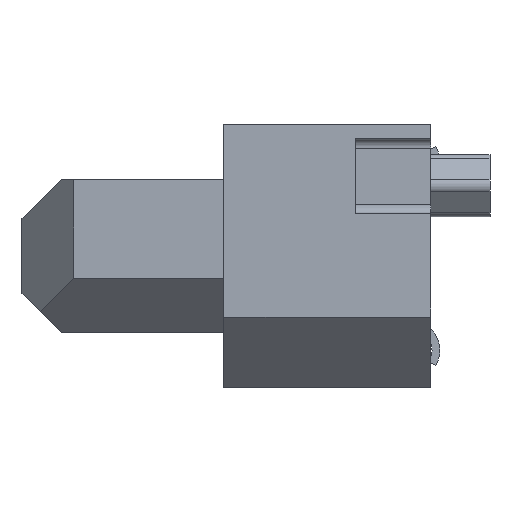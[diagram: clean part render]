
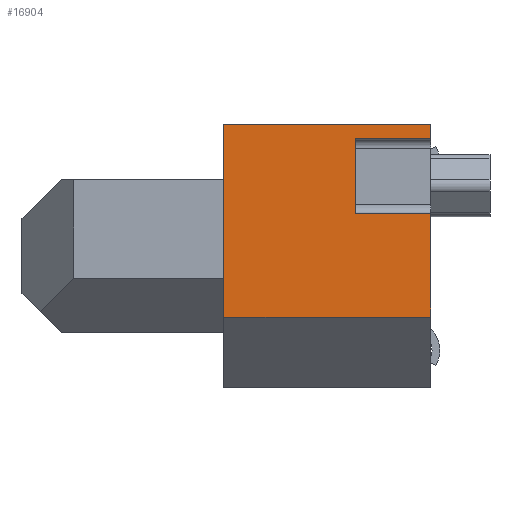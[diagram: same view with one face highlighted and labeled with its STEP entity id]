
A CAD part, left-side view. The second image highlights one B-rep face of the part: STEP entity #16904.
In plain terms, the highlighted planar face has unit normal (-1, 0, 0).
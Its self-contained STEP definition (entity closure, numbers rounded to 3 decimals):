
#1051=ORIENTED_EDGE('',*,*,#6265,.F.);
#1052=ORIENTED_EDGE('',*,*,#6213,.T.);
#1053=ORIENTED_EDGE('',*,*,#6266,.F.);
#1054=ORIENTED_EDGE('',*,*,#6267,.F.);
#1055=ORIENTED_EDGE('',*,*,#6268,.T.);
#1056=ORIENTED_EDGE('',*,*,#6219,.T.);
#1057=ORIENTED_EDGE('',*,*,#6269,.F.);
#1058=ORIENTED_EDGE('',*,*,#6270,.T.);
#6213=EDGE_CURVE('',#8821,#8820,#10534,.T.);
#6219=EDGE_CURVE('',#8827,#8826,#10538,.T.);
#6265=EDGE_CURVE('',#8821,#8871,#10564,.T.);
#6266=EDGE_CURVE('',#8872,#8820,#10565,.T.);
#6267=EDGE_CURVE('',#8873,#8872,#10566,.T.);
#6268=EDGE_CURVE('',#8873,#8827,#10567,.T.);
#6269=EDGE_CURVE('',#8874,#8826,#10568,.T.);
#6270=EDGE_CURVE('',#8874,#8871,#10569,.T.);
#8820=VERTEX_POINT('',#24119);
#8821=VERTEX_POINT('',#24121);
#8826=VERTEX_POINT('',#24131);
#8827=VERTEX_POINT('',#24133);
#8871=VERTEX_POINT('',#24224);
#8872=VERTEX_POINT('',#24226);
#8873=VERTEX_POINT('',#24228);
#8874=VERTEX_POINT('',#24231);
#10534=LINE('',#24120,#12517);
#10538=LINE('',#24132,#12521);
#10564=LINE('',#24223,#12547);
#10565=LINE('',#24225,#12548);
#10566=LINE('',#24227,#12549);
#10567=LINE('',#24229,#12550);
#10568=LINE('',#24230,#12551);
#10569=LINE('',#24232,#12552);
#12517=VECTOR('',#19289,1000.);
#12521=VECTOR('',#19297,1000.);
#12547=VECTOR('',#19365,1000.);
#12548=VECTOR('',#19366,1000.);
#12549=VECTOR('',#19367,1000.);
#12550=VECTOR('',#19368,1000.);
#12551=VECTOR('',#19369,1000.);
#12552=VECTOR('',#19370,1000.);
#14485=EDGE_LOOP('',(#1051,#1052,#1053,#1054,#1055,#1056,#1057,#1058));
#15400=FACE_BOUND('',#14485,.T.);
#16311=PLANE('',#17870);
#16904=ADVANCED_FACE('',(#15400),#16311,.F.);
#17870=AXIS2_PLACEMENT_3D('',#24222,#19363,#19364);
#19289=DIRECTION('',(0.,0.,1.));
#19297=DIRECTION('',(0.,0.,1.));
#19363=DIRECTION('',(1.,0.,0.));
#19364=DIRECTION('',(0.,0.,-1.));
#19365=DIRECTION('',(0.,1.,0.));
#19366=DIRECTION('',(0.,-1.,0.));
#19367=DIRECTION('',(0.,0.,1.));
#19368=DIRECTION('',(0.,-1.,0.));
#19369=DIRECTION('',(0.,-1.,0.));
#19370=DIRECTION('',(0.,0.,1.));
#24119=CARTESIAN_POINT('',(-7.,0.,2.8));
#24120=CARTESIAN_POINT('',(-7.,0.,-1.3));
#24121=CARTESIAN_POINT('',(-7.,0.,2.5));
#24131=CARTESIAN_POINT('',(-7.,0.,0.9));
#24132=CARTESIAN_POINT('',(-7.,0.,-1.3));
#24133=CARTESIAN_POINT('',(-7.,0.,-1.3));
#24222=CARTESIAN_POINT('',(-7.,4.405,-1.3));
#24223=CARTESIAN_POINT('',(-7.,4.405,2.5));
#24224=CARTESIAN_POINT('',(-7.,1.6,2.5));
#24225=CARTESIAN_POINT('',(-7.,4.405,2.8));
#24226=CARTESIAN_POINT('',(-7.,4.405,2.8));
#24227=CARTESIAN_POINT('',(-7.,4.405,-1.3));
#24228=CARTESIAN_POINT('',(-7.,4.405,-1.3));
#24229=CARTESIAN_POINT('',(-7.,4.405,-1.3));
#24230=CARTESIAN_POINT('',(-7.,4.405,0.9));
#24231=CARTESIAN_POINT('',(-7.,1.6,0.9));
#24232=CARTESIAN_POINT('',(-7.,1.6,-1.3));
